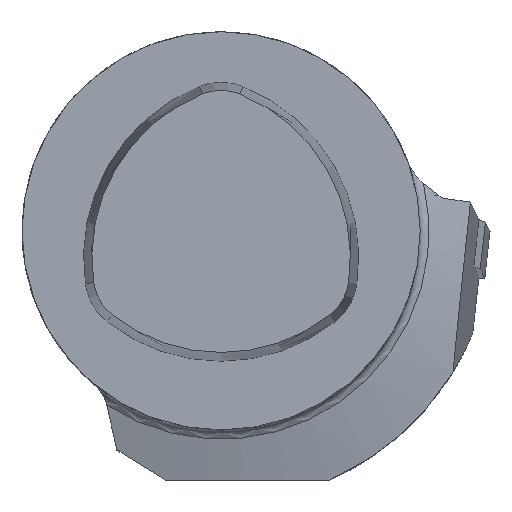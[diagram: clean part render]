
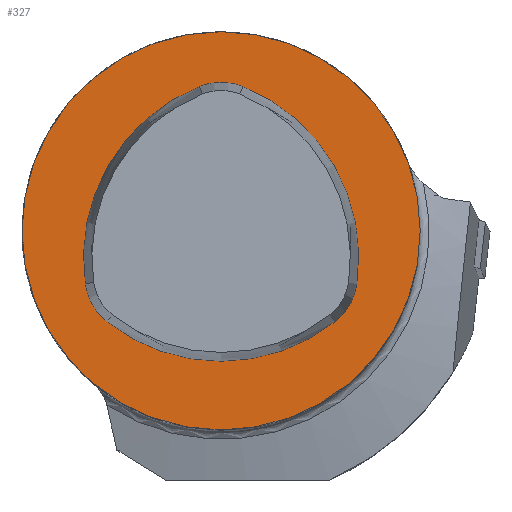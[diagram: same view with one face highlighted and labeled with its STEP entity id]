
A CAD part, top view. The second image highlights one B-rep face of the part: STEP entity #327.
In plain terms, the highlighted planar face has unit normal (0, 0, 1).
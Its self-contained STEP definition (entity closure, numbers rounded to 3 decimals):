
#107=FACE_BOUND('',#439,.T.);
#108=FACE_BOUND('',#440,.T.);
#124=PLANE('',#1064);
#327=ADVANCED_FACE('',(#107,#108),#124,.T.);
#439=EDGE_LOOP('',(#598));
#440=EDGE_LOOP('',(#599,#600,#601,#602,#603,#604));
#482=CIRCLE('',#1036,20.);
#491=CIRCLE('',#1058,18.5);
#492=CIRCLE('',#1059,5.9);
#493=CIRCLE('',#1060,18.5);
#494=CIRCLE('',#1061,5.9);
#495=CIRCLE('',#1062,18.5);
#496=CIRCLE('',#1063,5.9);
#598=ORIENTED_EDGE('',*,*,#872,.F.);
#599=ORIENTED_EDGE('',*,*,#903,.T.);
#600=ORIENTED_EDGE('',*,*,#904,.T.);
#601=ORIENTED_EDGE('',*,*,#905,.T.);
#602=ORIENTED_EDGE('',*,*,#906,.T.);
#603=ORIENTED_EDGE('',*,*,#907,.T.);
#604=ORIENTED_EDGE('',*,*,#908,.T.);
#784=VERTEX_POINT('',#1510);
#808=VERTEX_POINT('',#1599);
#809=VERTEX_POINT('',#1600);
#810=VERTEX_POINT('',#1602);
#811=VERTEX_POINT('',#1604);
#812=VERTEX_POINT('',#1606);
#813=VERTEX_POINT('',#1608);
#872=EDGE_CURVE('',#784,#784,#482,.T.);
#903=EDGE_CURVE('',#808,#809,#491,.T.);
#904=EDGE_CURVE('',#809,#810,#492,.T.);
#905=EDGE_CURVE('',#810,#811,#493,.T.);
#906=EDGE_CURVE('',#811,#812,#494,.T.);
#907=EDGE_CURVE('',#812,#813,#495,.T.);
#908=EDGE_CURVE('',#813,#808,#496,.T.);
#1036=AXIS2_PLACEMENT_3D('',#1509,#1173,#1174);
#1058=AXIS2_PLACEMENT_3D('',#1598,#1231,#1232);
#1059=AXIS2_PLACEMENT_3D('',#1601,#1233,#1234);
#1060=AXIS2_PLACEMENT_3D('',#1603,#1235,#1236);
#1061=AXIS2_PLACEMENT_3D('',#1605,#1237,#1238);
#1062=AXIS2_PLACEMENT_3D('',#1607,#1239,#1240);
#1063=AXIS2_PLACEMENT_3D('',#1609,#1241,#1242);
#1064=AXIS2_PLACEMENT_3D('',#1610,#1243,#1244);
#1173=DIRECTION('',(0.,0.,-1.));
#1174=DIRECTION('',(-1.,0.,0.));
#1231=DIRECTION('',(0.,0.,-1.));
#1232=DIRECTION('',(-1.,0.,0.));
#1233=DIRECTION('',(0.,0.,-1.));
#1234=DIRECTION('',(-1.,0.,0.));
#1235=DIRECTION('',(0.,0.,-1.));
#1236=DIRECTION('',(-1.,0.,0.));
#1237=DIRECTION('',(0.,0.,-1.));
#1238=DIRECTION('',(-1.,0.,0.));
#1239=DIRECTION('',(0.,0.,-1.));
#1240=DIRECTION('',(-1.,0.,0.));
#1241=DIRECTION('',(0.,0.,-1.));
#1242=DIRECTION('',(-1.,0.,0.));
#1243=DIRECTION('',(0.,0.,1.));
#1244=DIRECTION('',(-1.,0.,0.));
#1509=CARTESIAN_POINT('',(0.,0.,0.));
#1510=CARTESIAN_POINT('',(-20.,0.,0.));
#1598=CARTESIAN_POINT('',(-4.677,-2.7,0.));
#1599=CARTESIAN_POINT('',(2.19,14.479,0.));
#1600=CARTESIAN_POINT('',(13.634,-5.343,0.));
#1601=CARTESIAN_POINT('',(7.794,-4.5,0.));
#1602=CARTESIAN_POINT('',(11.444,-9.136,0.));
#1603=CARTESIAN_POINT('',(0.,5.4,0.));
#1604=CARTESIAN_POINT('',(-11.444,-9.136,0.));
#1605=CARTESIAN_POINT('',(-7.794,-4.5,0.));
#1606=CARTESIAN_POINT('',(-13.634,-5.343,0.));
#1607=CARTESIAN_POINT('',(4.677,-2.7,0.));
#1608=CARTESIAN_POINT('',(-2.19,14.479,0.));
#1609=CARTESIAN_POINT('',(0.,9.,0.));
#1610=CARTESIAN_POINT('',(0.,0.,0.));
